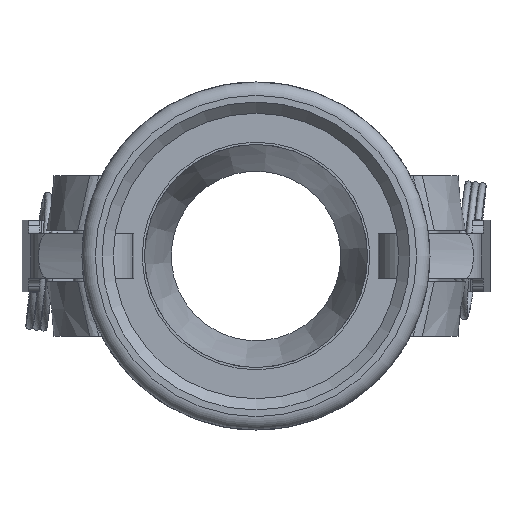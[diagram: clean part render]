
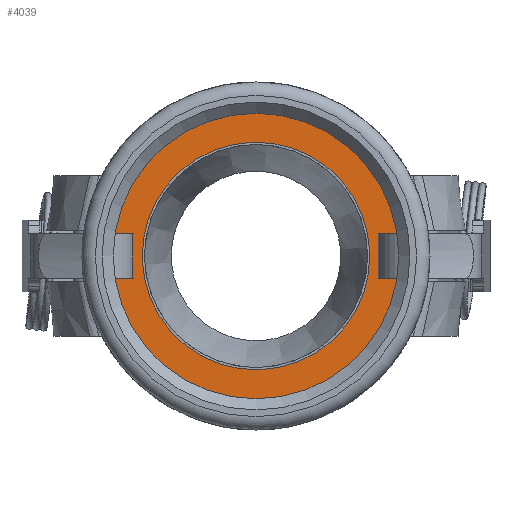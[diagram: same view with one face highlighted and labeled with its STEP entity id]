
A CAD part, left-side view. The second image highlights one B-rep face of the part: STEP entity #4039.
In plain terms, the highlighted planar face has unit normal (-1, 0, 0).
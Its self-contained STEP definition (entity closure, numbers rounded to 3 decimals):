
#108=FACE_BOUND('',#768,.T.);
#286=PLANE('',#4641);
#531=FACE_OUTER_BOUND('',#767,.T.);
#767=EDGE_LOOP('',(#3401));
#768=EDGE_LOOP('',(#3402));
#1487=CIRCLE('',#4635,25.5);
#1490=CIRCLE('',#4639,33.5);
#1841=VERTEX_POINT('',#7741);
#1844=VERTEX_POINT('',#7749);
#2371=EDGE_CURVE('',#1841,#1841,#1487,.T.);
#2376=EDGE_CURVE('',#1844,#1844,#1490,.T.);
#3401=ORIENTED_EDGE('',*,*,#2376,.T.);
#3402=ORIENTED_EDGE('',*,*,#2371,.T.);
#4039=ADVANCED_FACE('',(#531,#108),#286,.T.);
#4635=AXIS2_PLACEMENT_3D('',#7742,#5664,#5665);
#4639=AXIS2_PLACEMENT_3D('',#7751,#5674,#5675);
#4641=AXIS2_PLACEMENT_3D('',#7753,#5678,#5679);
#5664=DIRECTION('center_axis',(1.,0.,0.));
#5665=DIRECTION('ref_axis',(0.,-1.,0.));
#5674=DIRECTION('center_axis',(-1.,0.,0.));
#5675=DIRECTION('ref_axis',(0.,-1.,0.));
#5678=DIRECTION('center_axis',(-1.,0.,0.));
#5679=DIRECTION('ref_axis',(0.,0.,1.));
#7741=CARTESIAN_POINT('',(0.,25.5,0.));
#7742=CARTESIAN_POINT('Origin',(0.,0.,0.));
#7749=CARTESIAN_POINT('',(0.,33.5,0.));
#7751=CARTESIAN_POINT('Origin',(0.,0.,0.));
#7753=CARTESIAN_POINT('Origin',(0.,0.,0.));
